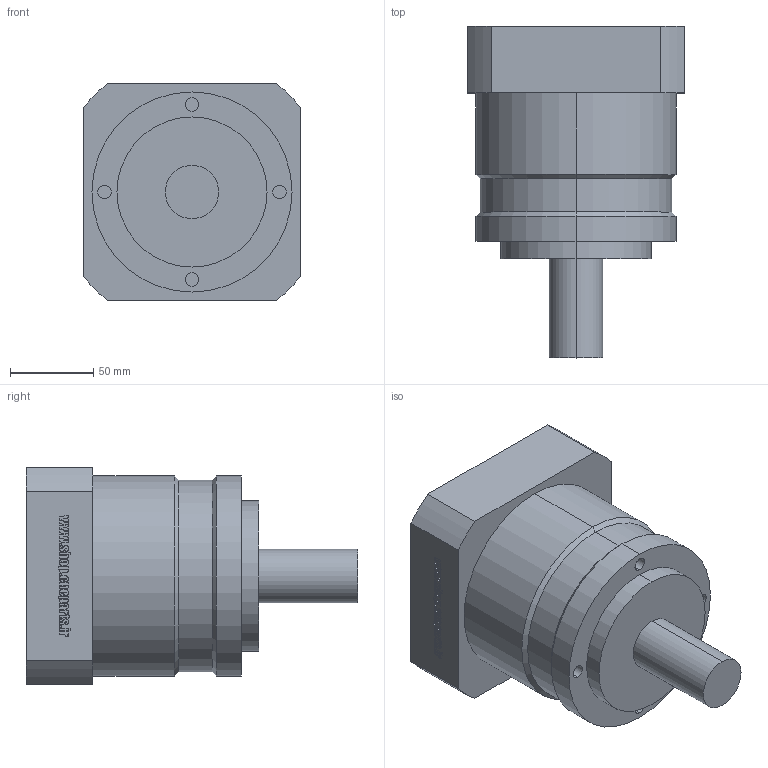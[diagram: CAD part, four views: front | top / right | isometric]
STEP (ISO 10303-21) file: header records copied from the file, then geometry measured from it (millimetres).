
FILE_DESCRIPTION (( 'STEP AP214' ), '1' );
FILE_NAME ('se120-003-24.STEP', '2025-11-24T20:55:25', ( '' ), ( '' ), 'SwSTEP 2.0', 'SolidWorks 2024', '' );
FILE_SCHEMA (( 'AUTOMOTIVE_DESIGN' ));
Length unit declared in the file: millimetre
Products named in the file (1): se120-003-24
Bounding box: 130 x 199 x 130 mm (x, y, z)
Volume: 1652520.6 mm3; surface area: 105941.1 mm2
Topology: 1 solids, 1 shells, 326 faces, 856 edges, 568 vertices
Faces by surface type: plane 183, bspline 105, cylinder 34, cone 4
Entity records: 15649 total; most frequent: CARTESIAN_POINT 8240, ORIENTED_EDGE 1712, DIRECTION 1152, EDGE_CURVE 856, LINE 572, VECTOR 572, VERTEX_POINT 568, EDGE_LOOP 362
